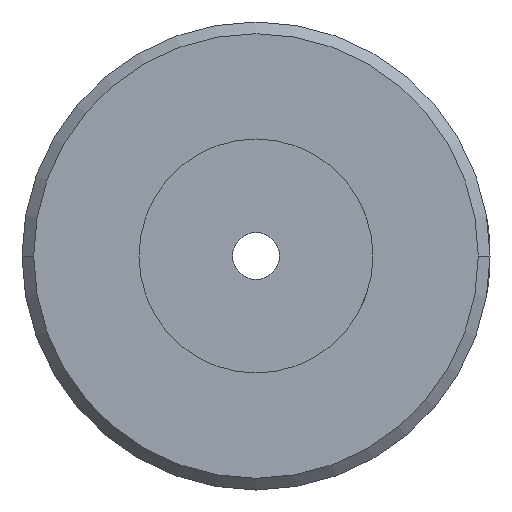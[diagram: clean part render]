
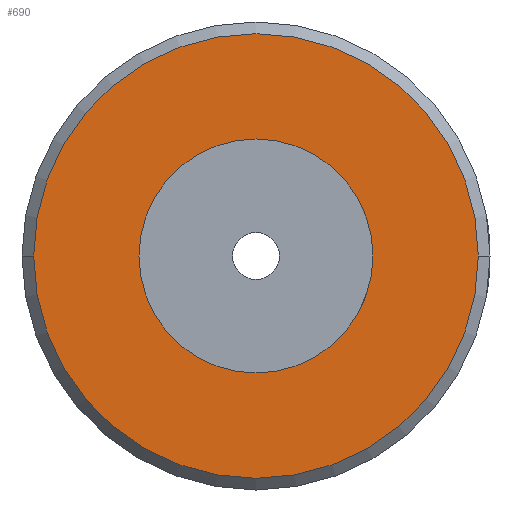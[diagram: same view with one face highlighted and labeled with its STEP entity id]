
A CAD part, front view. The second image highlights one B-rep face of the part: STEP entity #690.
In plain terms, the highlighted planar face has unit normal (0, -1, 0).
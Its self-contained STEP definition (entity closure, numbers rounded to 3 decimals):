
#127=CARTESIAN_POINT('',(0.,-30.,0.));
#128=DIRECTION('',(0.,-1.,0.));
#129=DIRECTION('',(-1.,0.,0.));
#130=AXIS2_PLACEMENT_3D('',#127,#128,#129);
#132=CARTESIAN_POINT('',(0.,-30.,0.));
#133=DIRECTION('',(0.,-1.,0.));
#134=DIRECTION('',(1.,0.,0.));
#135=AXIS2_PLACEMENT_3D('',#132,#133,#134);
#137=CARTESIAN_POINT('',(0.,-30.,0.));
#138=DIRECTION('',(0.,-1.,0.));
#139=DIRECTION('',(1.,0.,0.));
#140=AXIS2_PLACEMENT_3D('',#137,#138,#139);
#142=CARTESIAN_POINT('',(0.,-30.,0.));
#143=DIRECTION('',(0.,-1.,0.));
#144=DIRECTION('',(-1.,0.,0.));
#145=AXIS2_PLACEMENT_3D('',#142,#143,#144);
#609=CARTESIAN_POINT('',(10.,-30.,0.));
#610=CARTESIAN_POINT('',(-10.,-30.,0.));
#611=VERTEX_POINT('',#609);
#612=VERTEX_POINT('',#610);
#625=CARTESIAN_POINT('',(-19.,-30.,0.));
#626=CARTESIAN_POINT('',(19.,-30.,0.));
#627=VERTEX_POINT('',#625);
#628=VERTEX_POINT('',#626);
#673=CARTESIAN_POINT('',(0.,-30.,0.));
#674=DIRECTION('',(0.,1.,0.));
#675=DIRECTION('',(1.,0.,0.));
#676=AXIS2_PLACEMENT_3D('',#673,#674,#675);
#677=PLANE('',#676);
#679=ORIENTED_EDGE('',*,*,#678,.F.);
#681=ORIENTED_EDGE('',*,*,#680,.F.);
#682=EDGE_LOOP('',(#679,#681));
#683=FACE_OUTER_BOUND('',#682,.F.);
#685=ORIENTED_EDGE('',*,*,#684,.T.);
#687=ORIENTED_EDGE('',*,*,#686,.T.);
#688=EDGE_LOOP('',(#685,#687));
#689=FACE_BOUND('',#688,.F.);
#690=ADVANCED_FACE('',(#683,#689),#677,.F.);
#131=CIRCLE('',#130,19.);
#136=CIRCLE('',#135,19.);
#141=CIRCLE('',#140,10.);
#146=CIRCLE('',#145,10.);
#678=EDGE_CURVE('',#627,#628,#131,.T.);
#680=EDGE_CURVE('',#628,#627,#136,.T.);
#684=EDGE_CURVE('',#611,#612,#141,.T.);
#686=EDGE_CURVE('',#612,#611,#146,.T.);
